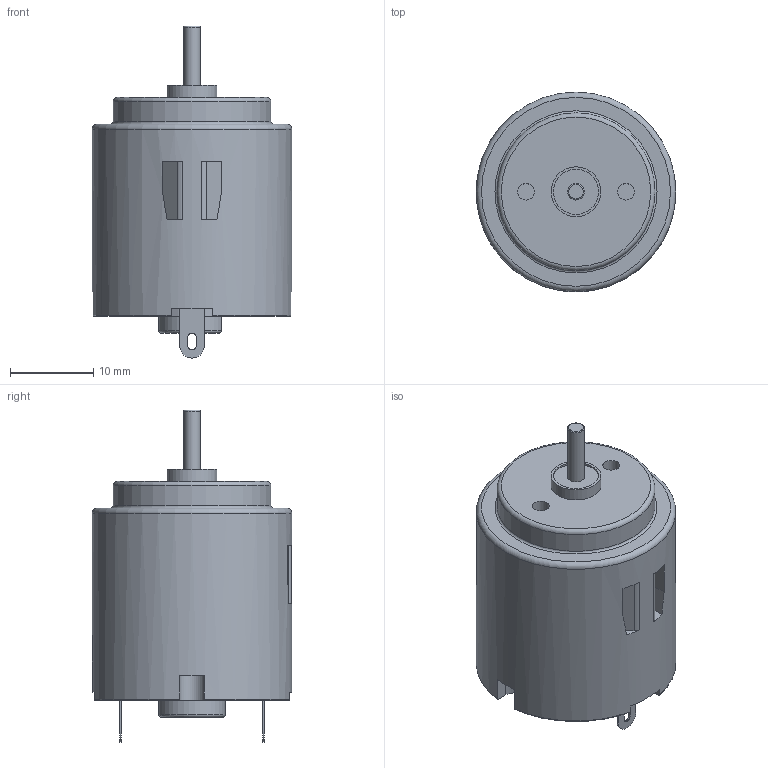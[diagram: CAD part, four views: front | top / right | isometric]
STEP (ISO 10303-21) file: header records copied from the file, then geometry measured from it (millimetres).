
FILE_DESCRIPTION(/* description */ (''),/* implementation_level */ '2;1');
FILE_NAME(/* name */ 'Generator.step',/* time_stamp */ '2020-02-17T11:59:27+00:00',/* author */ (''),/* organization */ (''),/* preprocessor_version */ 'ST-DEVELOPER v18',/* originating_system */ 'Autodesk Translation Framework v8.12.0.6',/* authorisation */ '');
FILE_SCHEMA (('AUTOMOTIVE_DESIGN { 1 0 10303 214 3 1 1 }'));
Length unit declared in the file: millimetre
Products named in the file (1): Generator
Bounding box: 24 x 24 x 39.95 mm (x, y, z)
Volume: 11300.6 mm3; surface area: 3178.7 mm2
Topology: 1 solids, 1 shells, 94 faces, 244 edges, 165 vertices
Faces by surface type: plane 54, cylinder 31, torus 9
Full cylindrical faces by diameter (mm): 2 x5, 5.437 x1, 5.994 x1, 18.999 x1, 24.003 x1
Entity records: 3043 total; most frequent: CARTESIAN_POINT 602, DIRECTION 524, ORIENTED_EDGE 488, EDGE_CURVE 244, AXIS2_PLACEMENT_3D 195, VERTEX_POINT 165, LINE 134, VECTOR 134
